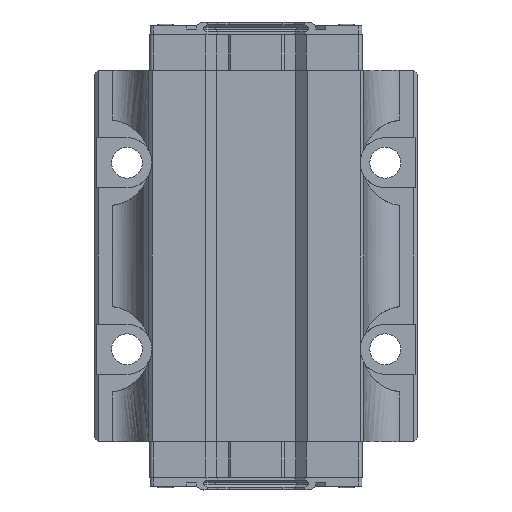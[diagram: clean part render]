
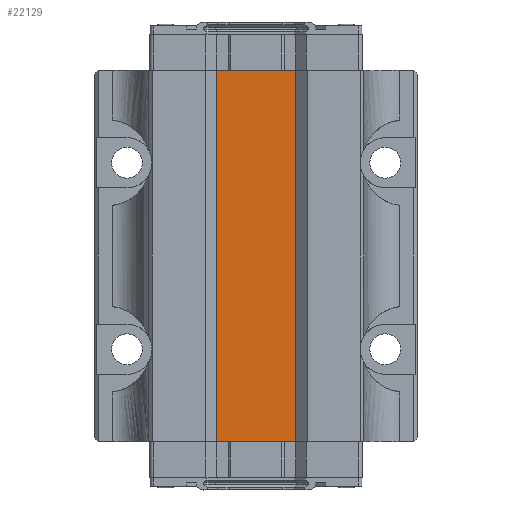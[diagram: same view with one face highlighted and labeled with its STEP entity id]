
A CAD part, front view. The second image highlights one B-rep face of the part: STEP entity #22129.
In plain terms, the highlighted planar face has unit normal (0, -1, 0).
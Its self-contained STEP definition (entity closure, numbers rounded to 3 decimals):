
#1172=PLANE('',#23826);
#2128=LINE('',#37146,#4190);
#2134=LINE('',#37170,#4196);
#2984=LINE('',#44495,#5046);
#3051=LINE('',#44756,#5113);
#3192=LINE('',#45300,#5254);
#3194=LINE('',#45303,#5256);
#3241=LINE('',#45424,#5303);
#3242=LINE('',#45425,#5304);
#4190=VECTOR('',#26464,0.169);
#4196=VECTOR('',#26484,0.169);
#5046=VECTOR('',#28574,0.169);
#5113=VECTOR('',#28777,0.169);
#5254=VECTOR('',#29112,103.5);
#5256=VECTOR('',#29116,103.5);
#5303=VECTOR('',#29227,22.2);
#5304=VECTOR('',#29228,22.2);
#6482=FACE_OUTER_BOUND('',#7810,.T.);
#7810=EDGE_LOOP('',(#19367,#19368,#19369,#19370,#19371,#19372,#19373,#19374));
#9493=VERTEX_POINT('',#36050);
#9510=VERTEX_POINT('',#36116);
#9601=VERTEX_POINT('',#37145);
#9612=VERTEX_POINT('',#37169);
#10343=VERTEX_POINT('',#43634);
#10360=VERTEX_POINT('',#43700);
#10390=VERTEX_POINT('',#44494);
#10462=VERTEX_POINT('',#44755);
#12009=EDGE_CURVE('',#9493,#9601,#2128,.T.);
#12021=EDGE_CURVE('',#9612,#9510,#2134,.T.);
#13223=EDGE_CURVE('',#10390,#10360,#2984,.T.);
#13325=EDGE_CURVE('',#10343,#10462,#3051,.T.);
#13524=EDGE_CURVE('',#10462,#9612,#3192,.T.);
#13526=EDGE_CURVE('',#9601,#10390,#3194,.T.);
#13577=EDGE_CURVE('',#9510,#9493,#3241,.T.);
#13578=EDGE_CURVE('',#10343,#10360,#3242,.T.);
#19367=ORIENTED_EDGE('',*,*,#13526,.F.);
#19368=ORIENTED_EDGE('',*,*,#12009,.F.);
#19369=ORIENTED_EDGE('',*,*,#13577,.F.);
#19370=ORIENTED_EDGE('',*,*,#12021,.F.);
#19371=ORIENTED_EDGE('',*,*,#13524,.F.);
#19372=ORIENTED_EDGE('',*,*,#13325,.F.);
#19373=ORIENTED_EDGE('',*,*,#13578,.T.);
#19374=ORIENTED_EDGE('',*,*,#13223,.F.);
#22129=ADVANCED_FACE('',(#6482),#1172,.F.);
#23826=AXIS2_PLACEMENT_3D('',#45423,#29225,#29226);
#26464=DIRECTION('',(1.,0.,0.));
#26484=DIRECTION('',(1.,0.,0.));
#28574=DIRECTION('',(-1.,0.,0.));
#28777=DIRECTION('',(-1.,0.,0.));
#29112=DIRECTION('',(0.,0.,1.));
#29116=DIRECTION('',(0.,0.,-1.));
#29225=DIRECTION('center_axis',(0.,1.,0.));
#29226=DIRECTION('ref_axis',(0.,0.,1.));
#29227=DIRECTION('',(1.,0.,0.));
#29228=DIRECTION('',(1.,0.,0.));
#36050=CARTESIAN_POINT('',(11.1,4.05,51.75));
#36116=CARTESIAN_POINT('',(-11.1,4.05,51.75));
#37145=CARTESIAN_POINT('',(11.269,4.05,51.75));
#37146=CARTESIAN_POINT('',(5.634,4.05,51.75));
#37169=CARTESIAN_POINT('',(-11.269,4.05,51.75));
#37170=CARTESIAN_POINT('',(5.634,4.05,51.75));
#43634=CARTESIAN_POINT('',(-11.1,4.05,-51.75));
#43700=CARTESIAN_POINT('',(11.1,4.05,-51.75));
#44494=CARTESIAN_POINT('',(11.269,4.05,-51.75));
#44495=CARTESIAN_POINT('',(5.634,4.05,-51.75));
#44755=CARTESIAN_POINT('',(-11.269,4.05,-51.75));
#44756=CARTESIAN_POINT('',(5.634,4.05,-51.75));
#45300=CARTESIAN_POINT('',(-11.269,4.05,51.75));
#45303=CARTESIAN_POINT('',(11.269,4.05,51.75));
#45423=CARTESIAN_POINT('Origin',(11.269,4.05,51.75));
#45424=CARTESIAN_POINT('',(0.,4.05,51.75));
#45425=CARTESIAN_POINT('',(0.,4.05,-51.75));
